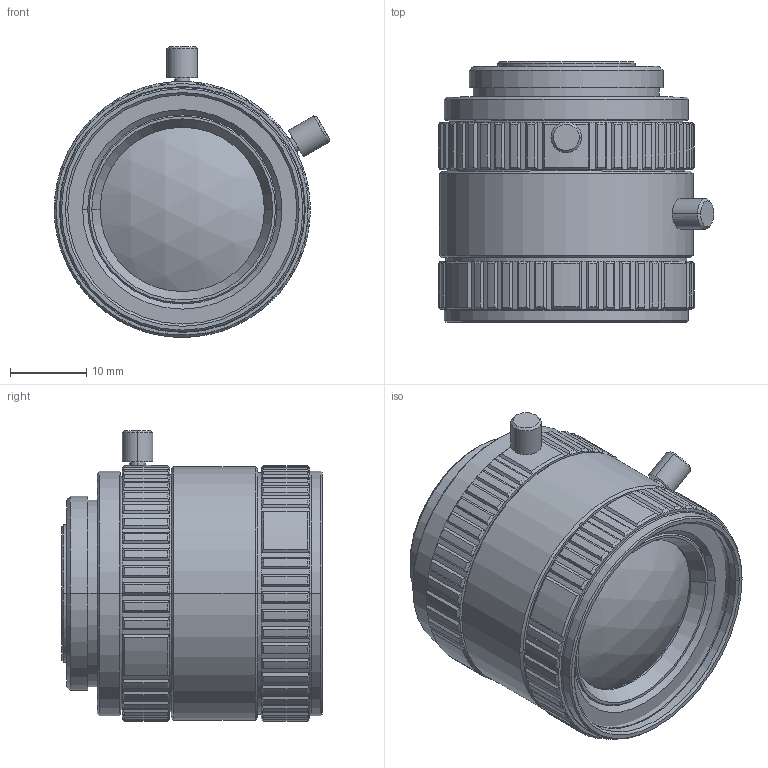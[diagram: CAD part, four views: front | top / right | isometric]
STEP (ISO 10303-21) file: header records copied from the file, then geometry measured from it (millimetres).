
FILE_DESCRIPTION(('STEP AP214'),'1');
FILE_NAME('M0814-MP2.stp','2022-10-24T05:28:14',(' '),(' '),'Spatial InterOp 3D',' ',' ');
FILE_SCHEMA(('AUTOMOTIVE_DESIGN { 1 0 10303 214 1 1 1 1 }'));
Length unit declared in the file: metre
Products named in the file (3): M0814-MP2; Component1; Component2
Assembly tree (2 placements, depth 2):
  M0814-MP2
    Component1
    Component2
Bounding box: 36.05 x 34.07 x 38.04 mm (x, y, z)
Surface area: 15376.7 mm2
Topology: 2 solids, 2 shells, 1152 faces, 2614 edges, 1518 vertices
Faces by surface type: cylinder 404, cone 388, plane 356, sphere 4
Entity records: 32779 total; most frequent: DIRECTION 6714, CARTESIAN_POINT 5545, ORIENTED_EDGE 5228, AXIS2_PLACEMENT_3D 2961, EDGE_CURVE 2614, CIRCLE 1806, VERTEX_POINT 1518, EDGE_LOOP 1204
